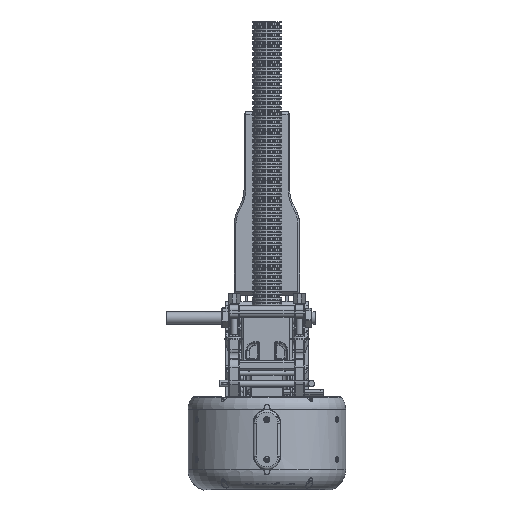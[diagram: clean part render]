
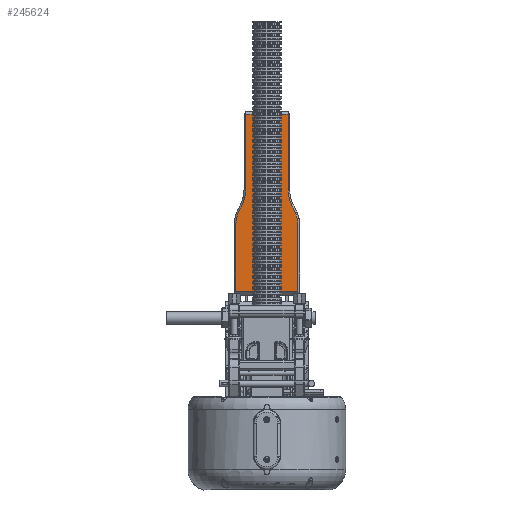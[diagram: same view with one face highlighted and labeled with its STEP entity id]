
A CAD part, front view. The second image highlights one B-rep face of the part: STEP entity #245624.
In plain terms, the highlighted planar face has unit normal (0, -1, 0).
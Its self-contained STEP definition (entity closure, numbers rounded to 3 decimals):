
#1718 = AXIS2_PLACEMENT_3D ( 'NONE', #105922, #229085, #208257 ) ;
#3132 = CARTESIAN_POINT ( 'NONE',  ( -122.258, 364.518, 269.383 ) ) ;
#3219 = ORIENTED_EDGE ( 'NONE', *, *, #188105, .T. ) ;
#9068 = EDGE_CURVE ( 'NONE', #154426, #20894, #225091, .T. ) ;
#9349 = ORIENTED_EDGE ( 'NONE', *, *, #96050, .F. ) ;
#12211 = EDGE_CURVE ( 'NONE', #142705, #154426, #270252, .T. ) ;
#16634 = CARTESIAN_POINT ( 'NONE',  ( -229.183, 364.518, 269.383 ) ) ;
#18920 = LINE ( 'NONE', #206886, #89407 ) ;
#19966 = CARTESIAN_POINT ( 'NONE',  ( -133.183, 364.518, 456.698 ) ) ;
#20006 = DIRECTION ( 'NONE',  ( 0., 1., 0. ) ) ;
#20894 = VERTEX_POINT ( 'NONE', #16634 ) ;
#21640 = CARTESIAN_POINT ( 'NONE',  ( -203.231, 364.518, 588.43 ) ) ;
#22825 = ORIENTED_EDGE ( 'NONE', *, *, #137325, .T. ) ;
#23262 = CARTESIAN_POINT ( 'NONE',  ( -133.183, 364.518, 595.383 ) ) ;
#26632 = DIRECTION ( 'NONE',  ( 1., 0., 0. ) ) ;
#27029 = CARTESIAN_POINT ( 'NONE',  ( -121.596, 364.518, 419.001 ) ) ;
#28022 = LINE ( 'NONE', #259020, #269501 ) ;
#29251 = CARTESIAN_POINT ( 'NONE',  ( -172.183, 364.518, 392.735 ) ) ;
#29628 = EDGE_CURVE ( 'NONE', #171159, #166773, #65663, .T. ) ;
#30193 = EDGE_CURVE ( 'NONE', #216588, #210140, #81885, .T. ) ;
#30459 = CARTESIAN_POINT ( 'NONE',  ( -121.596, 364.518, 419.001 ) ) ;
#33883 = LINE ( 'NONE', #220538, #90460 ) ;
#36937 = ORIENTED_EDGE ( 'NONE', *, *, #104711, .T. ) ;
#43189 = CARTESIAN_POINT ( 'NONE',  ( -154.933, 364.518, 589.43 ) ) ;
#44861 = LINE ( 'NONE', #84916, #59141 ) ;
#46183 = VECTOR ( 'NONE', #51222, 1000. ) ;
#47907 = CARTESIAN_POINT ( 'NONE',  ( -218.271, 364.518, 427.666 ) ) ;
#48546 = VECTOR ( 'NONE', #84662, 1000. ) ;
#48706 = CARTESIAN_POINT ( 'NONE',  ( -211.183, 364.518, 456.698 ) ) ;
#51222 = DIRECTION ( 'NONE',  ( 0.461, 0., -0.887 ) ) ;
#55085 = DIRECTION ( 'NONE',  ( 0., 0., -1. ) ) ;
#57631 = ORIENTED_EDGE ( 'NONE', *, *, #29628, .F. ) ;
#58735 = LINE ( 'NONE', #144317, #87396 ) ;
#58910 = CARTESIAN_POINT ( 'NONE',  ( -115.183, 364.518, 269.383 ) ) ;
#59032 = DIRECTION ( 'NONE',  ( -1., 0., 0. ) ) ;
#59141 = VECTOR ( 'NONE', #111019, 1000. ) ;
#60898 = CARTESIAN_POINT ( 'NONE',  ( -211.183, 364.518, 456.698 ) ) ;
#61259 = VERTEX_POINT ( 'NONE', #47907 ) ;
#61991 = CIRCLE ( 'NONE', #243024, 63. ) ;
#63966 = CARTESIAN_POINT ( 'NONE',  ( -203.231, 364.518, 589.43 ) ) ;
#65663 = CIRCLE ( 'NONE', #220196, 57. ) ;
#68281 = EDGE_CURVE ( 'NONE', #220857, #241002, #148135, .T. ) ;
#69112 = DIRECTION ( 'NONE',  ( -0.461, 0., -0.887 ) ) ;
#69726 = VERTEX_POINT ( 'NONE', #113329 ) ;
#71955 = LINE ( 'NONE', #30459, #46183 ) ;
#73072 = CARTESIAN_POINT ( 'NONE',  ( -122.136, 364.518, 269.383 ) ) ;
#74010 = ORIENTED_EDGE ( 'NONE', *, *, #130035, .F. ) ;
#78298 = LINE ( 'NONE', #58910, #202764 ) ;
#80227 = ORIENTED_EDGE ( 'NONE', *, *, #239903, .F. ) ;
#81885 = LINE ( 'NONE', #184162, #202344 ) ;
#83814 = FACE_OUTER_BOUND ( 'NONE', #149495, .T. ) ;
#84662 = DIRECTION ( 'NONE',  ( 1., 0., 0. ) ) ;
#84916 = CARTESIAN_POINT ( 'NONE',  ( -189.433, 364.518, 595.383 ) ) ;
#85724 = DIRECTION ( 'NONE',  ( 0., 0., -1. ) ) ;
#87396 = VECTOR ( 'NONE', #250922, 1000. ) ;
#89407 = VECTOR ( 'NONE', #59032, 1000. ) ;
#90460 = VECTOR ( 'NONE', #260845, 1000. ) ;
#92423 = VECTOR ( 'NONE', #69112, 1000. ) ;
#96050 = EDGE_CURVE ( 'NONE', #212036, #200982, #209318, .T. ) ;
#97059 = CARTESIAN_POINT ( 'NONE',  ( -222.771, 364.518, 419.001 ) ) ;
#97608 = CARTESIAN_POINT ( 'NONE',  ( -115.183, 364.518, 392.735 ) ) ;
#98947 = DIRECTION ( 'NONE',  ( 0., 0., -1. ) ) ;
#104484 = VECTOR ( 'NONE', #188548, 1000. ) ;
#104711 = EDGE_CURVE ( 'NONE', #20894, #110348, #33883, .T. ) ;
#105678 = ORIENTED_EDGE ( 'NONE', *, *, #12211, .T. ) ;
#105922 = CARTESIAN_POINT ( 'NONE',  ( -274.183, 364.518, 456.698 ) ) ;
#108789 = CARTESIAN_POINT ( 'NONE',  ( -154.933, 364.518, 595.383 ) ) ;
#110348 = VERTEX_POINT ( 'NONE', #3132 ) ;
#111019 = DIRECTION ( 'NONE',  ( 0., 0., 1. ) ) ;
#111847 = LINE ( 'NONE', #172766, #92423 ) ;
#112616 = ORIENTED_EDGE ( 'NONE', *, *, #68281, .T. ) ;
#112876 = AXIS2_PLACEMENT_3D ( 'NONE', #21640, #252624, #168126 ) ;
#113329 = CARTESIAN_POINT ( 'NONE',  ( -189.433, 364.518, 589.43 ) ) ;
#117210 = EDGE_CURVE ( 'NONE', #166773, #216588, #78298, .T. ) ;
#125826 = VERTEX_POINT ( 'NONE', #127941 ) ;
#127941 = CARTESIAN_POINT ( 'NONE',  ( -211.183, 364.518, 595.383 ) ) ;
#128849 = LINE ( 'NONE', #63966, #48546 ) ;
#130035 = EDGE_CURVE ( 'NONE', #220857, #212036, #58735, .T. ) ;
#130869 = ORIENTED_EDGE ( 'NONE', *, *, #117210, .F. ) ;
#130942 = ORIENTED_EDGE ( 'NONE', *, *, #270546, .T. ) ;
#133210 = AXIS2_PLACEMENT_3D ( 'NONE', #29251, #221315, #178472 ) ;
#137243 = ORIENTED_EDGE ( 'NONE', *, *, #235350, .T. ) ;
#137325 = EDGE_CURVE ( 'NONE', #125826, #164049, #147857, .T. ) ;
#142705 = VERTEX_POINT ( 'NONE', #97059 ) ;
#143505 = EDGE_CURVE ( 'NONE', #110348, #210140, #28022, .T. ) ;
#144317 = CARTESIAN_POINT ( 'NONE',  ( -112.183, 364.518, 595.383 ) ) ;
#147857 = LINE ( 'NONE', #60898, #259545 ) ;
#148135 = LINE ( 'NONE', #43189, #202642 ) ;
#148439 = CARTESIAN_POINT ( 'NONE',  ( -172.183, 364.518, 392.735 ) ) ;
#149495 = EDGE_LOOP ( 'NONE', ( #232684, #130942, #137243, #22825, #187572, #3219, #105678, #196364, #36937, #170585, #207102, #130869, #57631, #241432, #80227, #9349, #74010, #112616 ) ) ;
#152428 = CARTESIAN_POINT ( 'NONE',  ( -189.433, 364.518, 595.383 ) ) ;
#154200 = VECTOR ( 'NONE', #55085, 1000. ) ;
#154426 = VERTEX_POINT ( 'NONE', #154511 ) ;
#154511 = CARTESIAN_POINT ( 'NONE',  ( -229.183, 364.518, 392.735 ) ) ;
#164049 = VERTEX_POINT ( 'NONE', #48706 ) ;
#166773 = VERTEX_POINT ( 'NONE', #97608 ) ;
#168126 = DIRECTION ( 'NONE',  ( 0., 0., -1. ) ) ;
#169867 = EDGE_CURVE ( 'NONE', #69726, #241002, #128849, .T. ) ;
#170585 = ORIENTED_EDGE ( 'NONE', *, *, #143505, .T. ) ;
#171159 = VERTEX_POINT ( 'NONE', #27029 ) ;
#172766 = CARTESIAN_POINT ( 'NONE',  ( -222.771, 364.518, 419.001 ) ) ;
#178472 = DIRECTION ( 'NONE',  ( 0., 0., -1. ) ) ;
#184162 = CARTESIAN_POINT ( 'NONE',  ( -112.183, 364.518, 269.383 ) ) ;
#186987 = CIRCLE ( 'NONE', #1718, 63. ) ;
#187507 = PLANE ( 'NONE',  #112876 ) ;
#187572 = ORIENTED_EDGE ( 'NONE', *, *, #243973, .T. ) ;
#188105 = EDGE_CURVE ( 'NONE', #61259, #142705, #111847, .T. ) ;
#188548 = DIRECTION ( 'NONE',  ( 0., 0., -1. ) ) ;
#196364 = ORIENTED_EDGE ( 'NONE', *, *, #9068, .T. ) ;
#199030 = CARTESIAN_POINT ( 'NONE',  ( -126.096, 364.518, 427.666 ) ) ;
#200982 = VERTEX_POINT ( 'NONE', #237597 ) ;
#202344 = VECTOR ( 'NONE', #229867, 1000. ) ;
#202642 = VECTOR ( 'NONE', #211774, 1000. ) ;
#202764 = VECTOR ( 'NONE', #98947, 1000. ) ;
#206886 = CARTESIAN_POINT ( 'NONE',  ( -232.183, 364.518, 595.383 ) ) ;
#207102 = ORIENTED_EDGE ( 'NONE', *, *, #30193, .F. ) ;
#208257 = DIRECTION ( 'NONE',  ( 0., 0., -1. ) ) ;
#208442 = DIRECTION ( 'NONE',  ( 0., 0., -1. ) ) ;
#209318 = LINE ( 'NONE', #19966, #104484 ) ;
#210140 = VERTEX_POINT ( 'NONE', #73072 ) ;
#211774 = DIRECTION ( 'NONE',  ( 0., 0., -1. ) ) ;
#212036 = VERTEX_POINT ( 'NONE', #23262 ) ;
#216588 = VERTEX_POINT ( 'NONE', #242666 ) ;
#220196 = AXIS2_PLACEMENT_3D ( 'NONE', #148439, #20006, #250964 ) ;
#220538 = CARTESIAN_POINT ( 'NONE',  ( -222.231, 364.518, 269.383 ) ) ;
#220857 = VERTEX_POINT ( 'NONE', #108789 ) ;
#221315 = DIRECTION ( 'NONE',  ( 0., -1., 0. ) ) ;
#225091 = LINE ( 'NONE', #266783, #154200 ) ;
#229085 = DIRECTION ( 'NONE',  ( 0., 1., 0. ) ) ;
#229867 = DIRECTION ( 'NONE',  ( -1., 0., 0. ) ) ;
#232684 = ORIENTED_EDGE ( 'NONE', *, *, #169867, .F. ) ;
#235350 = EDGE_CURVE ( 'NONE', #262655, #125826, #18920, .T. ) ;
#237597 = CARTESIAN_POINT ( 'NONE',  ( -133.183, 364.518, 456.698 ) ) ;
#239903 = EDGE_CURVE ( 'NONE', #200982, #258225, #61991, .T. ) ;
#241002 = VERTEX_POINT ( 'NONE', #255577 ) ;
#241432 = ORIENTED_EDGE ( 'NONE', *, *, #248733, .F. ) ;
#242666 = CARTESIAN_POINT ( 'NONE',  ( -115.183, 364.518, 269.383 ) ) ;
#243024 = AXIS2_PLACEMENT_3D ( 'NONE', #250051, #266809, #208442 ) ;
#243973 = EDGE_CURVE ( 'NONE', #164049, #61259, #186987, .T. ) ;
#245624 = ADVANCED_FACE ( 'NONE', ( #83814 ), #187507, .T. ) ;
#248733 = EDGE_CURVE ( 'NONE', #258225, #171159, #71955, .T. ) ;
#250051 = CARTESIAN_POINT ( 'NONE',  ( -70.183, 364.518, 456.698 ) ) ;
#250922 = DIRECTION ( 'NONE',  ( 1., 0., 0. ) ) ;
#250964 = DIRECTION ( 'NONE',  ( 0., 0., -1. ) ) ;
#252624 = DIRECTION ( 'NONE',  ( 0., -1., 0. ) ) ;
#255577 = CARTESIAN_POINT ( 'NONE',  ( -154.933, 364.518, 589.43 ) ) ;
#258225 = VERTEX_POINT ( 'NONE', #199030 ) ;
#259020 = CARTESIAN_POINT ( 'NONE',  ( -222.231, 364.518, 269.383 ) ) ;
#259545 = VECTOR ( 'NONE', #85724, 1000. ) ;
#260845 = DIRECTION ( 'NONE',  ( 1., 0., 0. ) ) ;
#262655 = VERTEX_POINT ( 'NONE', #152428 ) ;
#266783 = CARTESIAN_POINT ( 'NONE',  ( -229.183, 364.518, 269.383 ) ) ;
#266809 = DIRECTION ( 'NONE',  ( 0., -1., 0. ) ) ;
#269501 = VECTOR ( 'NONE', #26632, 1000. ) ;
#270252 = CIRCLE ( 'NONE', #133210, 57. ) ;
#270546 = EDGE_CURVE ( 'NONE', #69726, #262655, #44861, .T. ) ;
